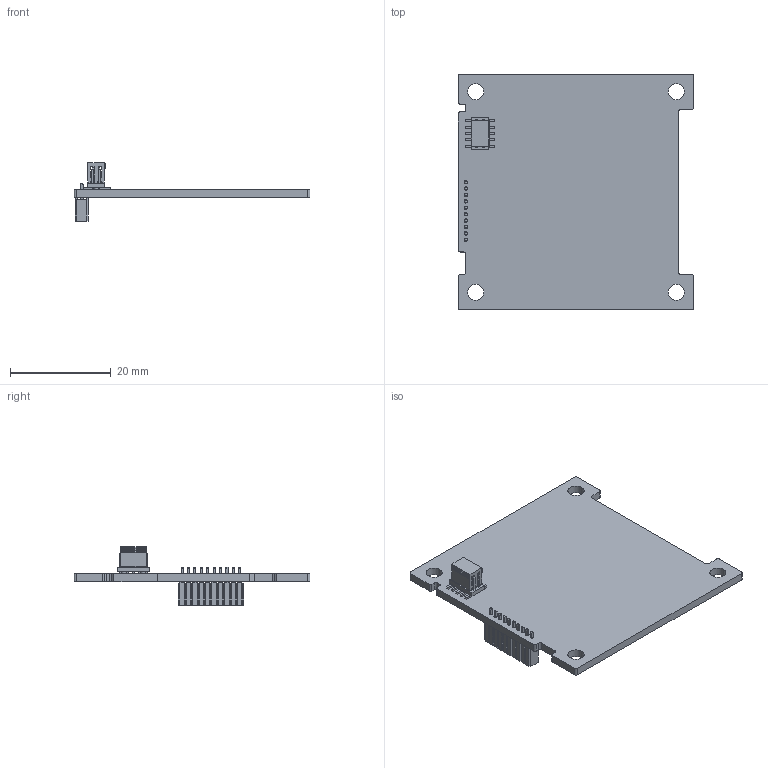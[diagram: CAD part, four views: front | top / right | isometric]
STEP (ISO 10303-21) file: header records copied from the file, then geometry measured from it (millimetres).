
FILE_DESCRIPTION(('KiCad electronic assembly'),'2;1');
FILE_NAME('batteryboard-bottom.step','2022-09-09T15:19:36',('Pcbnew'),( 'Kicad'),'Open CASCADE STEP processor 7.6','KiCad to STEP converter' ,'Unknown');
FILE_SCHEMA(('AUTOMOTIVE_DESIGN { 1 0 10303 214 1 1 1 1 }'));
Length unit declared in the file: millimetre
Products named in the file (6): batteryboard-bottom 1; FTS-105-01-L-DV-A-P; COMPOUND; SLM-110-01-G-S; _autosave-batteryboard-bottom PCB
Assembly tree (5 placements, depth 3):
  batteryboard-bottom 1
    FTS-105-01-L-DV-A-P
      COMPOUND
    SLM-110-01-G-S
      COMPOUND
    _autosave-batteryboard-bottom PCB
Bounding box: 46.8 x 46.8 x 11.58 mm (x, y, z)
Volume: 3476.9 mm3; surface area: 5453 mm2
Topology: 7 solids, 7 shells, 613 faces, 1653 edges, 1076 vertices
Faces by surface type: bspline 562, cylinder 32, plane 19
Full cylindrical faces by diameter (mm): 0.66 x10, 1.02 x2, 3.2 x4
Entity records: 36730 total; most frequent: CARTESIAN_POINT 14074, B_SPLINE_CURVE_WITH_KNOTS 4342, ORIENTED_EDGE 3306, PCURVE 3306, DEFINITIONAL_REPRESENTATION 3306, EDGE_CURVE 1653, SURFACE_CURVE 1635, VERTEX_POINT 1076
